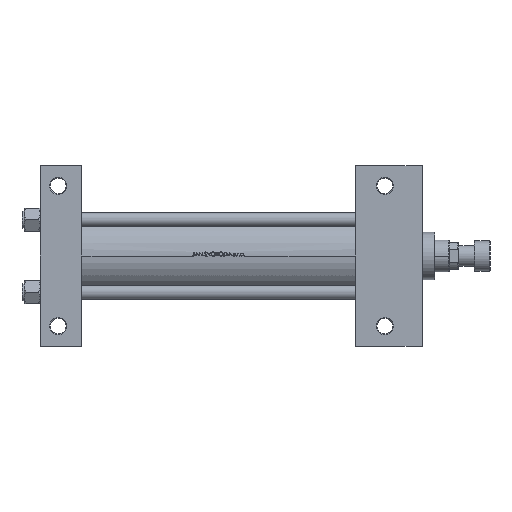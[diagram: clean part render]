
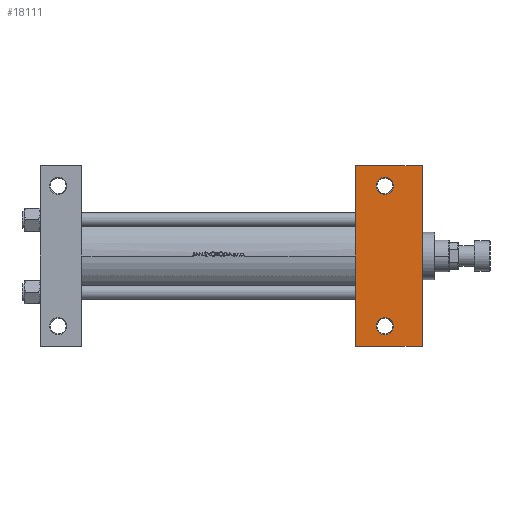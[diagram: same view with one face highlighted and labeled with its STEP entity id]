
A CAD part, front view. The second image highlights one B-rep face of the part: STEP entity #18111.
In plain terms, the highlighted face is planar.
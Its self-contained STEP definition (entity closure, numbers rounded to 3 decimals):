
#1321 = EDGE_CURVE ( 'NONE', #41824, #39208, #47424, .T. ) ;
#2345 = DIRECTION ( 'NONE',  ( 0., 0., 1. ) ) ;
#2662 = ORIENTED_EDGE ( 'NONE', *, *, #9925, .T. ) ;
#4924 = DIRECTION ( 'NONE',  ( 0., 0., -1. ) ) ;
#5661 = PLANE ( 'NONE',  #33959 ) ;
#5826 = ORIENTED_EDGE ( 'NONE', *, *, #39983, .T. ) ;
#6478 = EDGE_LOOP ( 'NONE', ( #5826, #24625 ) ) ;
#6737 = CARTESIAN_POINT ( 'NONE',  ( 279., -80., -45. ) ) ;
#6751 = CARTESIAN_POINT ( 'NONE',  ( 279., 45., -45. ) ) ;
#6937 = AXIS2_PLACEMENT_3D ( 'NONE', #28535, #12575, #28043 ) ;
#8974 = CARTESIAN_POINT ( 'NONE',  ( 338., 80., -45. ) ) ;
#9925 = EDGE_CURVE ( 'NONE', #36240, #19628, #44864, .T. ) ;
#9989 = CARTESIAN_POINT ( 'NONE',  ( 338., 45., -45. ) ) ;
#10035 = AXIS2_PLACEMENT_3D ( 'NONE', #31610, #43007, #39962 ) ;
#12575 = DIRECTION ( 'NONE',  ( 0., 0., 1. ) ) ;
#14866 = LINE ( 'NONE', #6737, #36738 ) ;
#15801 = LINE ( 'NONE', #27217, #32418 ) ;
#16139 = CARTESIAN_POINT ( 'NONE',  ( 312.499, -62., -45. ) ) ;
#18111 = ADVANCED_FACE ( 'NONE', ( #36603, #48248, #44696 ), #5661, .T. ) ;
#19628 = VERTEX_POINT ( 'NONE', #40805 ) ;
#20417 = DIRECTION ( 'NONE',  ( -1., 0., 0. ) ) ;
#21653 = CARTESIAN_POINT ( 'NONE',  ( 305., 62., -45. ) ) ;
#23124 = AXIS2_PLACEMENT_3D ( 'NONE', #21653, #2345, #34300 ) ;
#23895 = EDGE_CURVE ( 'NONE', #26860, #36240, #15801, .T. ) ;
#24292 = VERTEX_POINT ( 'NONE', #40312 ) ;
#24392 = ORIENTED_EDGE ( 'NONE', *, *, #23895, .T. ) ;
#24625 = ORIENTED_EDGE ( 'NONE', *, *, #35435, .T. ) ;
#24983 = CARTESIAN_POINT ( 'NONE',  ( 297.501, 62., -45. ) ) ;
#25316 = CARTESIAN_POINT ( 'NONE',  ( 312.499, 62., -45. ) ) ;
#25600 = AXIS2_PLACEMENT_3D ( 'NONE', #47483, #47980, #39900 ) ;
#25637 = DIRECTION ( 'NONE',  ( 0., -1., 0. ) ) ;
#26051 = LINE ( 'NONE', #6751, #37234 ) ;
#26860 = VERTEX_POINT ( 'NONE', #27622 ) ;
#27217 = CARTESIAN_POINT ( 'NONE',  ( 279., 80., -45. ) ) ;
#27622 = CARTESIAN_POINT ( 'NONE',  ( 279., 80., -45. ) ) ;
#27996 = CIRCLE ( 'NONE', #6937, 7.499 ) ;
#28043 = DIRECTION ( 'NONE',  ( -1., 0., 0. ) ) ;
#28535 = CARTESIAN_POINT ( 'NONE',  ( 305., -62., -45. ) ) ;
#28630 = EDGE_LOOP ( 'NONE', ( #44891, #24392, #2662, #32613 ) ) ;
#31610 = CARTESIAN_POINT ( 'NONE',  ( 305., -62., -45. ) ) ;
#32011 = DIRECTION ( 'NONE',  ( 1., 0., 0. ) ) ;
#32150 = EDGE_CURVE ( 'NONE', #19628, #24292, #14866, .T. ) ;
#32418 = VECTOR ( 'NONE', #32011, 1000. ) ;
#32613 = ORIENTED_EDGE ( 'NONE', *, *, #32150, .T. ) ;
#32694 = CIRCLE ( 'NONE', #10035, 7.499 ) ;
#33959 = AXIS2_PLACEMENT_3D ( 'NONE', #9989, #4924, #20417 ) ;
#34135 = DIRECTION ( 'NONE',  ( 0., -1., 0. ) ) ;
#34152 = EDGE_LOOP ( 'NONE', ( #45328, #41697 ) ) ;
#34300 = DIRECTION ( 'NONE',  ( -1., 0., 0. ) ) ;
#35435 = EDGE_CURVE ( 'NONE', #40857, #46505, #32694, .T. ) ;
#36141 = CARTESIAN_POINT ( 'NONE',  ( 297.5, -62., -45. ) ) ;
#36240 = VERTEX_POINT ( 'NONE', #8974 ) ;
#36603 = FACE_BOUND ( 'NONE', #34152, .T. ) ;
#36738 = VECTOR ( 'NONE', #48811, 1000. ) ;
#37234 = VECTOR ( 'NONE', #34135, 1000. ) ;
#38112 = EDGE_CURVE ( 'NONE', #39208, #41824, #44116, .T. ) ;
#39208 = VERTEX_POINT ( 'NONE', #24983 ) ;
#39900 = DIRECTION ( 'NONE',  ( -1., 0., 0. ) ) ;
#39962 = DIRECTION ( 'NONE',  ( -1., 0., 0. ) ) ;
#39983 = EDGE_CURVE ( 'NONE', #46505, #40857, #27996, .T. ) ;
#40312 = CARTESIAN_POINT ( 'NONE',  ( 279., -80., -45. ) ) ;
#40805 = CARTESIAN_POINT ( 'NONE',  ( 338., -80., -45. ) ) ;
#40857 = VERTEX_POINT ( 'NONE', #16139 ) ;
#41135 = VECTOR ( 'NONE', #25637, 1000. ) ;
#41697 = ORIENTED_EDGE ( 'NONE', *, *, #1321, .T. ) ;
#41824 = VERTEX_POINT ( 'NONE', #25316 ) ;
#43007 = DIRECTION ( 'NONE',  ( 0., 0., 1. ) ) ;
#44116 = CIRCLE ( 'NONE', #23124, 7.499 ) ;
#44374 = CARTESIAN_POINT ( 'NONE',  ( 338., 45., -45. ) ) ;
#44696 = FACE_OUTER_BOUND ( 'NONE', #28630, .T. ) ;
#44864 = LINE ( 'NONE', #44374, #41135 ) ;
#44891 = ORIENTED_EDGE ( 'NONE', *, *, #46227, .F. ) ;
#45328 = ORIENTED_EDGE ( 'NONE', *, *, #38112, .T. ) ;
#46227 = EDGE_CURVE ( 'NONE', #26860, #24292, #26051, .T. ) ;
#46505 = VERTEX_POINT ( 'NONE', #36141 ) ;
#47424 = CIRCLE ( 'NONE', #25600, 7.499 ) ;
#47483 = CARTESIAN_POINT ( 'NONE',  ( 305., 62., -45. ) ) ;
#47980 = DIRECTION ( 'NONE',  ( 0., 0., 1. ) ) ;
#48248 = FACE_BOUND ( 'NONE', #6478, .T. ) ;
#48811 = DIRECTION ( 'NONE',  ( -1., 0., 0. ) ) ;
